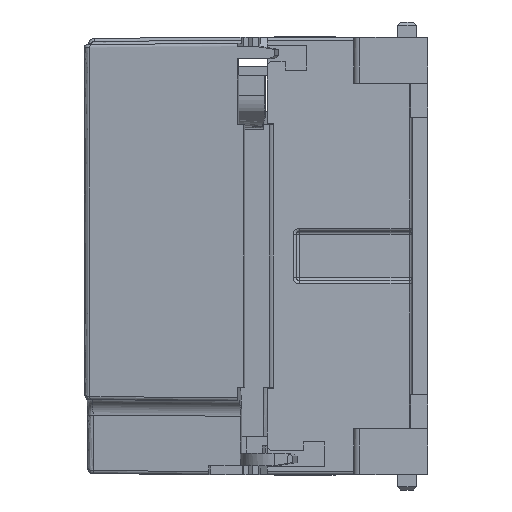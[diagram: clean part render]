
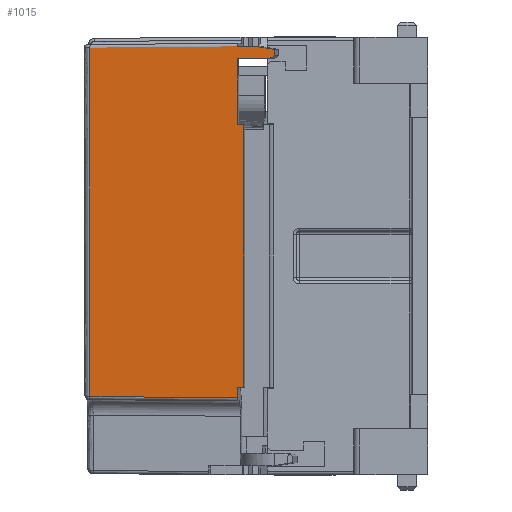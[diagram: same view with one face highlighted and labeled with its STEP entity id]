
A CAD part, left-side view. The second image highlights one B-rep face of the part: STEP entity #1015.
In plain terms, the highlighted planar face has unit normal (-0.996, 0.092, 0).
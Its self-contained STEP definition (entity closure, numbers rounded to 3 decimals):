
#1015=ADVANCED_FACE('',(#2202),#18973,.T.);
#2202=FACE_OUTER_BOUND('',#3456,.T.);
#3456=EDGE_LOOP('',(#8587,#8588,#8589,#8590,#8591,#8592,#8593,#8594,#8595,
#8596,#8597,#8598,#8599,#8600));
#8587=ORIENTED_EDGE('',*,*,#13055,.F.);
#8588=ORIENTED_EDGE('',*,*,#12567,.F.);
#8589=ORIENTED_EDGE('',*,*,#13051,.F.);
#8590=ORIENTED_EDGE('',*,*,#12571,.F.);
#8591=ORIENTED_EDGE('',*,*,#12573,.T.);
#8592=ORIENTED_EDGE('',*,*,#12419,.F.);
#8593=ORIENTED_EDGE('',*,*,#12574,.T.);
#8594=ORIENTED_EDGE('',*,*,#12561,.T.);
#8595=ORIENTED_EDGE('',*,*,#13252,.F.);
#8596=ORIENTED_EDGE('',*,*,#12572,.F.);
#8597=ORIENTED_EDGE('',*,*,#12568,.F.);
#8598=ORIENTED_EDGE('',*,*,#12569,.F.);
#8599=ORIENTED_EDGE('',*,*,#12575,.F.);
#8600=ORIENTED_EDGE('',*,*,#12570,.T.);
#12419=EDGE_CURVE('',#17981,#17980,#15916,.T.);
#12561=EDGE_CURVE('',#18114,#17978,#15999,.T.);
#12567=EDGE_CURVE('',#18122,#17998,#16005,.T.);
#12568=EDGE_CURVE('',#18126,#18127,#16006,.T.);
#12569=EDGE_CURVE('',#18128,#18126,#16007,.T.);
#12570=EDGE_CURVE('',#18129,#18123,#16008,.T.);
#12571=EDGE_CURVE('',#18125,#18124,#16009,.T.);
#12572=EDGE_CURVE('',#18127,#17976,#16010,.T.);
#12573=EDGE_CURVE('',#18125,#17980,#16011,.T.);
#12574=EDGE_CURVE('',#17981,#18114,#16012,.T.);
#12575=EDGE_CURVE('',#18129,#18128,#16013,.T.);
#13051=EDGE_CURVE('',#18124,#18122,#16355,.T.);
#13055=EDGE_CURVE('',#17998,#18123,#16358,.T.);
#13252=EDGE_CURVE('',#17976,#17978,#16456,.T.);
#15916=B_SPLINE_CURVE_WITH_KNOTS('',1,(#50250,#50251),.UNSPECIFIED.,.F.,
 .F.,(2,2),(47.6,90.2),.UNSPECIFIED.);
#15999=B_SPLINE_CURVE_WITH_KNOTS('',1,(#51060,#51061),.UNSPECIFIED.,.F.,
 .F.,(2,2),(0.,10.7),.UNSPECIFIED.);
#16005=B_SPLINE_CURVE_WITH_KNOTS('',1,(#51072,#51073),.UNSPECIFIED.,.F.,
 .F.,(2,2),(-56.581,0.),.UNSPECIFIED.);
#16006=B_SPLINE_CURVE_WITH_KNOTS('',1,(#51074,#51075),.UNSPECIFIED.,.F.,
 .F.,(2,2),(-1.,0.),.UNSPECIFIED.);
#16007=B_SPLINE_CURVE_WITH_KNOTS('',1,(#51076,#51077),.UNSPECIFIED.,.F.,
 .F.,(2,2),(-3.041,0.),.UNSPECIFIED.);
#16008=B_SPLINE_CURVE_WITH_KNOTS('',1,(#51078,#51079),.UNSPECIFIED.,.F.,
 .F.,(2,2),(0.,0.),.UNSPECIFIED.);
#16009=B_SPLINE_CURVE_WITH_KNOTS('',1,(#51080,#51081),.UNSPECIFIED.,.F.,
 .F.,(2,2),(-1.7,0.),.UNSPECIFIED.);
#16010=B_SPLINE_CURVE_WITH_KNOTS('',1,(#51082,#51083),.UNSPECIFIED.,.F.,
 .F.,(2,2),(-0.888,0.),.UNSPECIFIED.);
#16011=B_SPLINE_CURVE_WITH_KNOTS('',1,(#51084,#51085),.UNSPECIFIED.,.F.,
 .F.,(2,2),(-1.,0.),.UNSPECIFIED.);
#16012=B_SPLINE_CURVE_WITH_KNOTS('',1,(#51086,#51087),.UNSPECIFIED.,.F.,
 .F.,(2,2),(0.,1.),.UNSPECIFIED.);
#16013=B_SPLINE_CURVE_WITH_KNOTS('',1,(#51088,#51089),.UNSPECIFIED.,.F.,
 .F.,(2,2),(-3.,0.),.UNSPECIFIED.);
#16355=B_SPLINE_CURVE_WITH_KNOTS('',1,(#53781,#53782),.UNSPECIFIED.,.F.,
 .F.,(2,2),(-24.011,0.),.UNSPECIFIED.);
#16358=B_SPLINE_CURVE_WITH_KNOTS('',1,(#53790,#53791),.UNSPECIFIED.,.F.,
 .F.,(2,2),(-24.011,0.),.UNSPECIFIED.);
#16456=B_SPLINE_CURVE_WITH_KNOTS('',1,(#54860,#54861,#54862),
 .UNSPECIFIED.,.F.,.F.,(2,1,2),(10.286,11.74,15.553),
 .UNSPECIFIED.);
#17976=VERTEX_POINT('',#49734);
#17978=VERTEX_POINT('',#49736);
#17980=VERTEX_POINT('',#49738);
#17981=VERTEX_POINT('',#49739);
#17998=VERTEX_POINT('',#49756);
#18114=VERTEX_POINT('',#49872);
#18122=VERTEX_POINT('',#49880);
#18123=VERTEX_POINT('',#49881);
#18124=VERTEX_POINT('',#49882);
#18125=VERTEX_POINT('',#49883);
#18126=VERTEX_POINT('',#49884);
#18127=VERTEX_POINT('',#49885);
#18128=VERTEX_POINT('',#49886);
#18129=VERTEX_POINT('',#49887);
#18973=PLANE('',#20337);
#20337=AXIS2_PLACEMENT_3D('',#46069,#20950,$);
#20950=DIRECTION('',(-0.996,0.092,0.));
#46069=CARTESIAN_POINT('',(-28.262,57.75,6.75));
#49734=CARTESIAN_POINT('',(-31.228,25.609,67.45));
#49736=CARTESIAN_POINT('',(-30.744,30.853,67.45));
#49738=CARTESIAN_POINT('',(-30.836,29.857,14.15));
#49739=CARTESIAN_POINT('',(-30.836,29.857,56.75));
#49756=CARTESIAN_POINT('',(-28.538,54.761,69.24));
#49872=CARTESIAN_POINT('',(-30.744,30.853,56.75));
#49880=CARTESIAN_POINT('',(-28.538,54.761,12.66));
#49881=CARTESIAN_POINT('',(-30.744,30.853,69.45));
#49882=CARTESIAN_POINT('',(-30.744,30.853,12.45));
#49883=CARTESIAN_POINT('',(-30.744,30.853,14.15));
#49884=CARTESIAN_POINT('',(-31.295,24.878,68.95));
#49885=CARTESIAN_POINT('',(-31.295,24.878,67.95));
#49886=CARTESIAN_POINT('',(-31.019,27.866,69.45));
#49887=CARTESIAN_POINT('',(-30.744,30.853,69.45));
#50250=CARTESIAN_POINT('',(-30.836,29.857,56.75));
#50251=CARTESIAN_POINT('',(-30.836,29.857,14.15));
#51060=CARTESIAN_POINT('',(-30.744,30.853,56.75));
#51061=CARTESIAN_POINT('',(-30.744,30.853,67.45));
#51072=CARTESIAN_POINT('',(-28.538,54.761,12.66));
#51073=CARTESIAN_POINT('',(-28.538,54.761,69.24));
#51074=CARTESIAN_POINT('',(-31.295,24.878,68.95));
#51075=CARTESIAN_POINT('',(-31.295,24.878,67.95));
#51076=CARTESIAN_POINT('',(-31.019,27.866,69.45));
#51077=CARTESIAN_POINT('',(-31.295,24.878,68.95));
#51078=CARTESIAN_POINT('',(-30.744,30.853,69.45));
#51079=CARTESIAN_POINT('',(-30.744,30.853,69.45));
#51080=CARTESIAN_POINT('',(-30.744,30.853,14.15));
#51081=CARTESIAN_POINT('',(-30.744,30.853,12.45));
#51082=CARTESIAN_POINT('',(-31.295,24.878,67.95));
#51083=CARTESIAN_POINT('',(-31.228,25.609,67.45));
#51084=CARTESIAN_POINT('',(-30.744,30.853,14.15));
#51085=CARTESIAN_POINT('',(-30.836,29.857,14.15));
#51086=CARTESIAN_POINT('',(-30.836,29.857,56.75));
#51087=CARTESIAN_POINT('',(-30.744,30.853,56.75));
#51088=CARTESIAN_POINT('',(-30.744,30.853,69.45));
#51089=CARTESIAN_POINT('',(-31.019,27.866,69.45));
#53781=CARTESIAN_POINT('',(-30.744,30.853,12.45));
#53782=CARTESIAN_POINT('',(-28.538,54.761,12.66));
#53790=CARTESIAN_POINT('',(-28.538,54.761,69.24));
#53791=CARTESIAN_POINT('',(-30.744,30.853,69.45));
#54860=CARTESIAN_POINT('',(-31.228,25.609,67.45));
#54861=CARTESIAN_POINT('',(-31.094,27.057,67.45));
#54862=CARTESIAN_POINT('',(-30.744,30.853,67.45));
